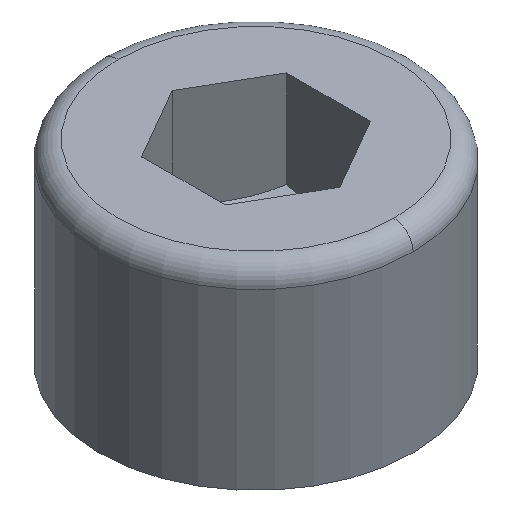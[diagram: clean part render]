
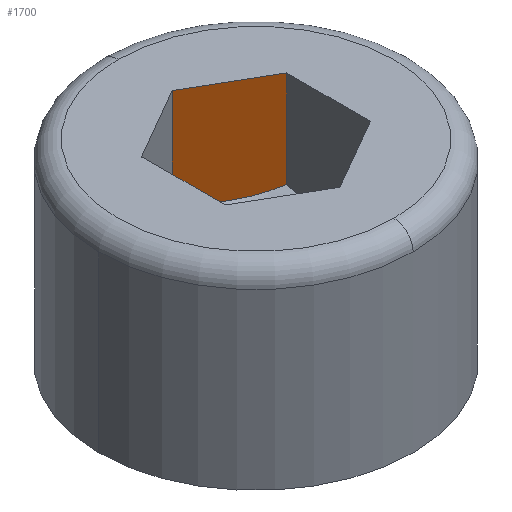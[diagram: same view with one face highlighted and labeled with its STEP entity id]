
A CAD part, isometric view. The second image highlights one B-rep face of the part: STEP entity #1700.
In plain terms, the highlighted planar face has unit normal (-0.5, -0.866, 0).
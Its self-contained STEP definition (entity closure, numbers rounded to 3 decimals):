
#591 = PLANE('',#592);
#592 = AXIS2_PLACEMENT_3D('',#593,#594,#595);
#593 = CARTESIAN_POINT('',(0.,0.,
    2.949));
#594 = DIRECTION('',(0.,0.,
    -1.));
#595 = DIRECTION('',(0.,1.,
    0.));
#873 = VERTEX_POINT('',#874);
#874 = CARTESIAN_POINT('',(0.,3.465,
    2.949));
#890 = PLANE('',#891);
#891 = AXIS2_PLACEMENT_3D('',#892,#893,#894);
#892 = CARTESIAN_POINT('',(-1.5,2.599,0.811
    ));
#893 = DIRECTION('',(-0.5,0.866,0.)
  );
#894 = DIRECTION('',(0.,0.,
    1.));
#987 = VERTEX_POINT('',#988);
#988 = CARTESIAN_POINT('',(3.,1.734,2.949)
  );
#1002 = PLANE('',#1003);
#1003 = AXIS2_PLACEMENT_3D('',#1004,#1005,#1006);
#1004 = CARTESIAN_POINT('',(3.,0.,
    0.815));
#1005 = DIRECTION('',(-1.,0.,
    0.));
#1006 = DIRECTION('',(0.,1.,
    0.));
#1014 = EDGE_CURVE('',#987,#873,#1015,.T.);
#1015 = SURFACE_CURVE('',#1016,(#1020,#1027),.PCURVE_S1.);
#1016 = LINE('',#1017,#1018);
#1017 = CARTESIAN_POINT('',(3.,1.734,2.949
    ));
#1018 = VECTOR('',#1019,1.);
#1019 = DIRECTION('',(-0.866,0.5,0.
    ));
#1020 = PCURVE('',#591,#1021);
#1021 = DEFINITIONAL_REPRESENTATION('',(#1022),#1026);
#1022 = LINE('',#1023,#1024);
#1023 = CARTESIAN_POINT('',(1.734,3.));
#1024 = VECTOR('',#1025,1.);
#1025 = DIRECTION('',(0.5,-0.866));
#1026 = ( GEOMETRIC_REPRESENTATION_CONTEXT(2) 
PARAMETRIC_REPRESENTATION_CONTEXT() REPRESENTATION_CONTEXT('2D SPACE',''
  ) );
#1027 = PCURVE('',#1028,#1033);
#1028 = PLANE('',#1029);
#1029 = AXIS2_PLACEMENT_3D('',#1030,#1031,#1032);
#1030 = CARTESIAN_POINT('',(1.5,2.599,0.811
    ));
#1031 = DIRECTION('',(0.5,0.866,0.)
  );
#1032 = DIRECTION('',(0.,0.,
    1.));
#1033 = DEFINITIONAL_REPRESENTATION('',(#1034),#1038);
#1034 = LINE('',#1035,#1036);
#1035 = CARTESIAN_POINT('',(2.138,1.732));
#1036 = VECTOR('',#1037,1.);
#1037 = DIRECTION('',(0.,-1.));
#1038 = ( GEOMETRIC_REPRESENTATION_CONTEXT(2) 
PARAMETRIC_REPRESENTATION_CONTEXT() REPRESENTATION_CONTEXT('2D SPACE',''
  ) );
#1044 = VERTEX_POINT('',#1045);
#1045 = CARTESIAN_POINT('',(0.,3.465,
    -1.051));
#1069 = CONICAL_SURFACE('',#1070,2.007,1.047);
#1070 = AXIS2_PLACEMENT_3D('',#1071,#1072,#1073);
#1071 = CARTESIAN_POINT('',(0.,0.,
    -1.892));
#1072 = DIRECTION('',(0.,0.,
    1.));
#1073 = DIRECTION('',(1.,0.,
    0.));
#1125 = EDGE_CURVE('',#873,#1044,#1126,.T.);
#1126 = SURFACE_CURVE('',#1127,(#1131,#1138),.PCURVE_S1.);
#1127 = LINE('',#1128,#1129);
#1128 = CARTESIAN_POINT('',(0.,3.465,
    2.949));
#1129 = VECTOR('',#1130,1.);
#1130 = DIRECTION('',(0.,0.,
    -1.));
#1131 = PCURVE('',#890,#1132);
#1132 = DEFINITIONAL_REPRESENTATION('',(#1133),#1137);
#1133 = LINE('',#1134,#1135);
#1134 = CARTESIAN_POINT('',(2.138,1.732));
#1135 = VECTOR('',#1136,1.);
#1136 = DIRECTION('',(-1.,0.));
#1137 = ( GEOMETRIC_REPRESENTATION_CONTEXT(2) 
PARAMETRIC_REPRESENTATION_CONTEXT() REPRESENTATION_CONTEXT('2D SPACE',''
  ) );
#1138 = PCURVE('',#1028,#1139);
#1139 = DEFINITIONAL_REPRESENTATION('',(#1140),#1144);
#1140 = LINE('',#1141,#1142);
#1141 = CARTESIAN_POINT('',(2.138,-1.732));
#1142 = VECTOR('',#1143,1.);
#1143 = DIRECTION('',(-1.,0.));
#1144 = ( GEOMETRIC_REPRESENTATION_CONTEXT(2) 
PARAMETRIC_REPRESENTATION_CONTEXT() REPRESENTATION_CONTEXT('2D SPACE',''
  ) );
#1340 = EDGE_CURVE('',#1341,#1044,#1343,.T.);
#1341 = VERTEX_POINT('',#1342);
#1342 = CARTESIAN_POINT('',(3.,1.734,-1.051
    ));
#1343 = SURFACE_CURVE('',#1344,(#1352,#1381),.PCURVE_S1.);
#1344 = B_SPLINE_CURVE_WITH_KNOTS('',3,(#1345,#1346,#1347,#1348,#1349,
    #1350,#1351),.UNSPECIFIED.,.F.,.F.,(4,1,1,1,4),(0.,0.25,0.5,0.75,1.)
  ,.QUASI_UNIFORM_KNOTS.);
#1345 = CARTESIAN_POINT('',(3.,1.734,-1.051
    ));
#1346 = CARTESIAN_POINT('',(2.738,1.885,
    -1.138));
#1347 = CARTESIAN_POINT('',(2.225,2.181,
    -1.274));
#1348 = CARTESIAN_POINT('',(1.498,2.601,
    -1.341));
#1349 = CARTESIAN_POINT('',(0.77,3.02,-1.273
    ));
#1350 = CARTESIAN_POINT('',(0.26,3.315,
    -1.137));
#1351 = CARTESIAN_POINT('',(0.,3.465,
    -1.051));
#1352 = PCURVE('',#1069,#1353);
#1353 = DEFINITIONAL_REPRESENTATION('',(#1354),#1380);
#1354 = B_SPLINE_CURVE_WITH_KNOTS('',3,(#1355,#1356,#1357,#1358,#1359,
    #1360,#1361,#1362,#1363,#1364,#1365,#1366,#1367,#1368,#1369,#1370,
    #1371,#1372,#1373,#1374,#1375,#1376,#1377,#1378,#1379),
  .UNSPECIFIED.,.F.,.F.,(4,1,1,1,1,1,1,1,1,1,1,1,1,1,1,1,1,1,1,1,1,1,4),
  (0.,0.045,0.091,0.136,
    0.182,0.227,0.273,0.318,
    0.364,0.409,0.455,0.5,0.545,
    0.591,0.636,0.682,0.727,
    0.773,0.818,0.864,0.909,
    0.955,1.),.QUASI_UNIFORM_KNOTS.);
#1355 = CARTESIAN_POINT('',(0.524,0.842));
#1356 = CARTESIAN_POINT('',(0.538,0.826));
#1357 = CARTESIAN_POINT('',(0.566,0.795));
#1358 = CARTESIAN_POINT('',(0.61,0.754));
#1359 = CARTESIAN_POINT('',(0.655,0.716));
#1360 = CARTESIAN_POINT('',(0.701,0.683));
#1361 = CARTESIAN_POINT('',(0.749,0.653));
#1362 = CARTESIAN_POINT('',(0.797,0.629));
#1363 = CARTESIAN_POINT('',(0.846,0.609));
#1364 = CARTESIAN_POINT('',(0.896,0.593));
#1365 = CARTESIAN_POINT('',(0.947,0.582));
#1366 = CARTESIAN_POINT('',(0.997,0.575));
#1367 = CARTESIAN_POINT('',(1.048,0.573));
#1368 = CARTESIAN_POINT('',(1.099,0.576));
#1369 = CARTESIAN_POINT('',(1.15,0.582));
#1370 = CARTESIAN_POINT('',(1.2,0.594));
#1371 = CARTESIAN_POINT('',(1.25,0.609));
#1372 = CARTESIAN_POINT('',(1.299,0.63));
#1373 = CARTESIAN_POINT('',(1.348,0.654));
#1374 = CARTESIAN_POINT('',(1.395,0.683));
#1375 = CARTESIAN_POINT('',(1.441,0.717));
#1376 = CARTESIAN_POINT('',(1.486,0.754));
#1377 = CARTESIAN_POINT('',(1.529,0.796));
#1378 = CARTESIAN_POINT('',(1.557,0.826));
#1379 = CARTESIAN_POINT('',(1.571,0.842));
#1380 = ( GEOMETRIC_REPRESENTATION_CONTEXT(2) 
PARAMETRIC_REPRESENTATION_CONTEXT() REPRESENTATION_CONTEXT('2D SPACE',''
  ) );
#1381 = PCURVE('',#1028,#1382);
#1382 = DEFINITIONAL_REPRESENTATION('',(#1383),#1391);
#1383 = B_SPLINE_CURVE_WITH_KNOTS('',3,(#1384,#1385,#1386,#1387,#1388,
    #1389,#1390),.UNSPECIFIED.,.F.,.F.,(4,1,1,1,4),(0.,0.25,0.5,0.75,1.)
  ,.QUASI_UNIFORM_KNOTS.);
#1384 = CARTESIAN_POINT('',(-1.862,1.732));
#1385 = CARTESIAN_POINT('',(-1.949,1.429));
#1386 = CARTESIAN_POINT('',(-2.085,0.837));
#1387 = CARTESIAN_POINT('',(-2.152,-0.002));
#1388 = CARTESIAN_POINT('',(-2.084,-0.842));
#1389 = CARTESIAN_POINT('',(-1.948,-1.431));
#1390 = CARTESIAN_POINT('',(-1.862,-1.732));
#1391 = ( GEOMETRIC_REPRESENTATION_CONTEXT(2) 
PARAMETRIC_REPRESENTATION_CONTEXT() REPRESENTATION_CONTEXT('2D SPACE',''
  ) );
#1679 = EDGE_CURVE('',#1341,#987,#1680,.T.);
#1680 = SURFACE_CURVE('',#1681,(#1685,#1692),.PCURVE_S1.);
#1681 = LINE('',#1682,#1683);
#1682 = CARTESIAN_POINT('',(3.,1.734,-1.051
    ));
#1683 = VECTOR('',#1684,1.);
#1684 = DIRECTION('',(0.,0.,
    1.));
#1685 = PCURVE('',#1002,#1686);
#1686 = DEFINITIONAL_REPRESENTATION('',(#1687),#1691);
#1687 = LINE('',#1688,#1689);
#1688 = CARTESIAN_POINT('',(1.734,1.866));
#1689 = VECTOR('',#1690,1.);
#1690 = DIRECTION('',(0.,-1.));
#1691 = ( GEOMETRIC_REPRESENTATION_CONTEXT(2) 
PARAMETRIC_REPRESENTATION_CONTEXT() REPRESENTATION_CONTEXT('2D SPACE',''
  ) );
#1692 = PCURVE('',#1028,#1693);
#1693 = DEFINITIONAL_REPRESENTATION('',(#1694),#1698);
#1694 = LINE('',#1695,#1696);
#1695 = CARTESIAN_POINT('',(-1.862,1.732));
#1696 = VECTOR('',#1697,1.);
#1697 = DIRECTION('',(1.,0.));
#1698 = ( GEOMETRIC_REPRESENTATION_CONTEXT(2) 
PARAMETRIC_REPRESENTATION_CONTEXT() REPRESENTATION_CONTEXT('2D SPACE',''
  ) );
#1700 = ADVANCED_FACE('',(#1701),#1028,.F.);
#1701 = FACE_BOUND('',#1702,.F.);
#1702 = EDGE_LOOP('',(#1703,#1704,#1705,#1706));
#1703 = ORIENTED_EDGE('',*,*,#1340,.T.);
#1704 = ORIENTED_EDGE('',*,*,#1125,.F.);
#1705 = ORIENTED_EDGE('',*,*,#1014,.F.);
#1706 = ORIENTED_EDGE('',*,*,#1679,.F.);
